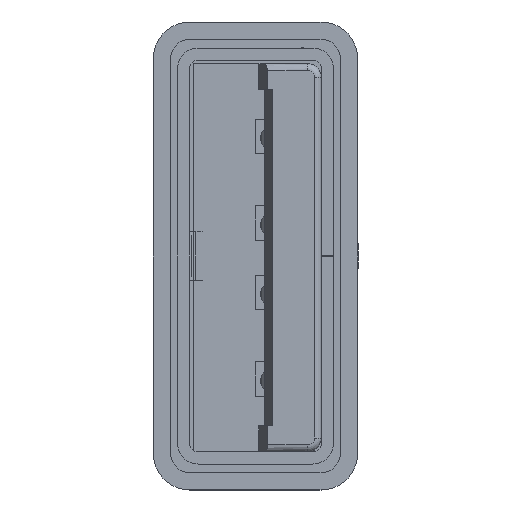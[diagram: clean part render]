
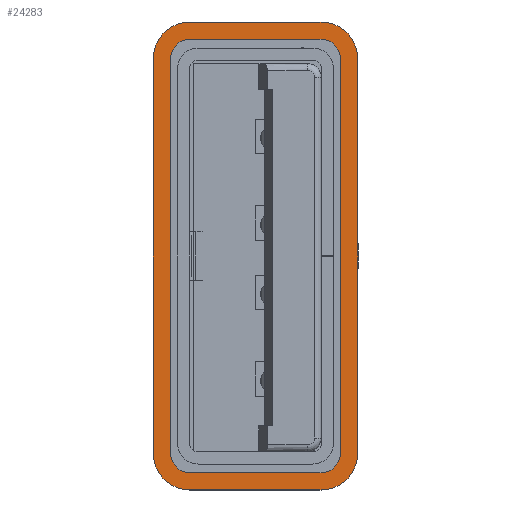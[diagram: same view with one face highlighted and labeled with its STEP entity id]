
A CAD part, left-side view. The second image highlights one B-rep face of the part: STEP entity #24283.
In plain terms, the highlighted face is planar.
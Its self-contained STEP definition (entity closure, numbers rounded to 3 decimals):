
#528 = VECTOR ( 'NONE', #46574, 1000. ) ;
#1626 = VERTEX_POINT ( 'NONE', #13590 ) ;
#1698 = EDGE_CURVE ( 'NONE', #19715, #45274, #42338, .T. ) ;
#2224 = AXIS2_PLACEMENT_3D ( 'NONE', #34731, #45500, #31136 ) ;
#2377 = VERTEX_POINT ( 'NONE', #18857 ) ;
#2453 = AXIS2_PLACEMENT_3D ( 'NONE', #44437, #25691, #44605 ) ;
#2909 = LINE ( 'NONE', #30655, #34423 ) ;
#3438 = DIRECTION ( 'NONE',  ( 1., 0., 0. ) ) ;
#3838 = EDGE_CURVE ( 'NONE', #44788, #2377, #44144, .T. ) ;
#4155 = DIRECTION ( 'NONE',  ( -1., 0., 0. ) ) ;
#4246 = CIRCLE ( 'NONE', #24373, 0.56 ) ;
#4340 = CARTESIAN_POINT ( 'NONE',  ( 6.25, -1.89, 0. ) ) ;
#4402 = EDGE_CURVE ( 'NONE', #2377, #11533, #21556, .T. ) ;
#4465 = VERTEX_POINT ( 'NONE', #7455 ) ;
#4576 = VECTOR ( 'NONE', #19327, 1000. ) ;
#4839 = CARTESIAN_POINT ( 'NONE',  ( -5.69, 2.95, 0. ) ) ;
#4994 = CARTESIAN_POINT ( 'NONE',  ( 6.75, -1.89, 0. ) ) ;
#5106 = AXIS2_PLACEMENT_3D ( 'NONE', #10551, #25088, #3438 ) ;
#5407 = ORIENTED_EDGE ( 'NONE', *, *, #45853, .T. ) ;
#6318 = VERTEX_POINT ( 'NONE', #11986 ) ;
#6454 = DIRECTION ( 'NONE',  ( 0., 0., 1. ) ) ;
#7316 = DIRECTION ( 'NONE',  ( 0., 0., 1. ) ) ;
#7455 = CARTESIAN_POINT ( 'NONE',  ( 5.69, 2.45, 0. ) ) ;
#7508 = LINE ( 'NONE', #30545, #17138 ) ;
#7509 = EDGE_CURVE ( 'NONE', #12337, #19715, #29028, .T. ) ;
#8329 = EDGE_CURVE ( 'NONE', #42862, #4465, #4246, .T. ) ;
#8742 = ORIENTED_EDGE ( 'NONE', *, *, #14435, .F. ) ;
#9120 = LINE ( 'NONE', #39242, #19849 ) ;
#9167 = AXIS2_PLACEMENT_3D ( 'NONE', #46301, #35506, #13622 ) ;
#9461 = CARTESIAN_POINT ( 'NONE',  ( -5.69, -2.95, 0. ) ) ;
#9672 = DIRECTION ( 'NONE',  ( 0., 0., 1. ) ) ;
#9984 = VERTEX_POINT ( 'NONE', #44421 ) ;
#10551 = CARTESIAN_POINT ( 'NONE',  ( 5.69, -1.89, 0. ) ) ;
#11533 = VERTEX_POINT ( 'NONE', #27072 ) ;
#11986 = CARTESIAN_POINT ( 'NONE',  ( 5.69, 2.95, 0. ) ) ;
#12106 = ORIENTED_EDGE ( 'NONE', *, *, #27770, .F. ) ;
#12337 = VERTEX_POINT ( 'NONE', #44875 ) ;
#12682 = CIRCLE ( 'NONE', #33860, 0.56 ) ;
#13590 = CARTESIAN_POINT ( 'NONE',  ( -6.75, 1.89, 0. ) ) ;
#13622 = DIRECTION ( 'NONE',  ( -1., 0., 0. ) ) ;
#13711 = EDGE_CURVE ( 'NONE', #16072, #12337, #23962, .T. ) ;
#13770 = EDGE_CURVE ( 'NONE', #42796, #9984, #12682, .T. ) ;
#14190 = ORIENTED_EDGE ( 'NONE', *, *, #14702, .T. ) ;
#14243 = VERTEX_POINT ( 'NONE', #37026 ) ;
#14355 = DIRECTION ( 'NONE',  ( 0., -1., 0. ) ) ;
#14435 = EDGE_CURVE ( 'NONE', #4465, #42796, #7508, .T. ) ;
#14702 = EDGE_CURVE ( 'NONE', #45274, #6318, #23869, .T. ) ;
#15287 = ORIENTED_EDGE ( 'NONE', *, *, #21214, .T. ) ;
#15540 = VERTEX_POINT ( 'NONE', #25089 ) ;
#15560 = EDGE_CURVE ( 'NONE', #9984, #44788, #9120, .T. ) ;
#15773 = ORIENTED_EDGE ( 'NONE', *, *, #4402, .F. ) ;
#16072 = VERTEX_POINT ( 'NONE', #9461 ) ;
#16219 = EDGE_CURVE ( 'NONE', #15540, #1626, #25586, .T. ) ;
#17036 = DIRECTION ( 'NONE',  ( 1., 0., 0. ) ) ;
#17138 = VECTOR ( 'NONE', #34130, 1000. ) ;
#18386 = ORIENTED_EDGE ( 'NONE', *, *, #3838, .F. ) ;
#18857 = CARTESIAN_POINT ( 'NONE',  ( -5.69, -2.45, 0. ) ) ;
#18926 = CARTESIAN_POINT ( 'NONE',  ( 6.75, 1.89, 0. ) ) ;
#19075 = FACE_BOUND ( 'NONE', #23638, .T. ) ;
#19268 = CARTESIAN_POINT ( 'NONE',  ( -6.25, -1.89, 0. ) ) ;
#19327 = DIRECTION ( 'NONE',  ( -1., 0., 0. ) ) ;
#19715 = VERTEX_POINT ( 'NONE', #4994 ) ;
#19849 = VECTOR ( 'NONE', #14355, 1000. ) ;
#19990 = ORIENTED_EDGE ( 'NONE', *, *, #1698, .T. ) ;
#20094 = ORIENTED_EDGE ( 'NONE', *, *, #16219, .T. ) ;
#21214 = EDGE_CURVE ( 'NONE', #1626, #14243, #31211, .T. ) ;
#21556 = LINE ( 'NONE', #35215, #30047 ) ;
#21766 = CARTESIAN_POINT ( 'NONE',  ( -6.75, 1.89, 0. ) ) ;
#22751 = AXIS2_PLACEMENT_3D ( 'NONE', #28056, #6454, #17036 ) ;
#23221 = DIRECTION ( 'NONE',  ( 1., 0., 0. ) ) ;
#23638 = EDGE_LOOP ( 'NONE', ( #15773, #18386, #30528, #46285, #8742, #46716, #12106, #42377 ) ) ;
#23869 = CIRCLE ( 'NONE', #9167, 1.06 ) ;
#23962 = LINE ( 'NONE', #44675, #37456 ) ;
#24283 = ADVANCED_FACE ( 'NONE', ( #19075, #27559 ), #42784, .F. ) ;
#24373 = AXIS2_PLACEMENT_3D ( 'NONE', #36450, #7316, #28611 ) ;
#25088 = DIRECTION ( 'NONE',  ( 0., 0., 1. ) ) ;
#25089 = CARTESIAN_POINT ( 'NONE',  ( -5.69, 2.95, 0. ) ) ;
#25586 = CIRCLE ( 'NONE', #22751, 1.06 ) ;
#25691 = DIRECTION ( 'NONE',  ( 0., 0., 1. ) ) ;
#27072 = CARTESIAN_POINT ( 'NONE',  ( 5.69, -2.45, 0. ) ) ;
#27559 = FACE_OUTER_BOUND ( 'NONE', #35857, .T. ) ;
#27562 = CARTESIAN_POINT ( 'NONE',  ( 6.25, 1.89, 0. ) ) ;
#27770 = EDGE_CURVE ( 'NONE', #34821, #42862, #2909, .T. ) ;
#28056 = CARTESIAN_POINT ( 'NONE',  ( -5.69, 1.89, 0. ) ) ;
#28611 = DIRECTION ( 'NONE',  ( -1., 0., 0. ) ) ;
#29028 = CIRCLE ( 'NONE', #2224, 1.06 ) ;
#29303 = AXIS2_PLACEMENT_3D ( 'NONE', #35369, #39008, #36136 ) ;
#30015 = DIRECTION ( 'NONE',  ( 1., 0., 0. ) ) ;
#30047 = VECTOR ( 'NONE', #38836, 1000. ) ;
#30528 = ORIENTED_EDGE ( 'NONE', *, *, #15560, .F. ) ;
#30545 = CARTESIAN_POINT ( 'NONE',  ( -5.69, 2.45, 0. ) ) ;
#30655 = CARTESIAN_POINT ( 'NONE',  ( 6.25, 1.89, 0. ) ) ;
#31136 = DIRECTION ( 'NONE',  ( 1., 0., 0. ) ) ;
#31211 = LINE ( 'NONE', #21766, #45342 ) ;
#32075 = DIRECTION ( 'NONE',  ( 0., 0., -1. ) ) ;
#32369 = AXIS2_PLACEMENT_3D ( 'NONE', #46467, #32075, #4155 ) ;
#32706 = EDGE_CURVE ( 'NONE', #14243, #16072, #46205, .T. ) ;
#33238 = DIRECTION ( 'NONE',  ( 0., -1., 0. ) ) ;
#33860 = AXIS2_PLACEMENT_3D ( 'NONE', #34721, #9672, #23221 ) ;
#34130 = DIRECTION ( 'NONE',  ( -1., 0., 0. ) ) ;
#34423 = VECTOR ( 'NONE', #41967, 1000. ) ;
#34721 = CARTESIAN_POINT ( 'NONE',  ( -5.69, 1.89, 0. ) ) ;
#34731 = CARTESIAN_POINT ( 'NONE',  ( 5.69, -1.89, 0. ) ) ;
#34821 = VERTEX_POINT ( 'NONE', #4340 ) ;
#35014 = CARTESIAN_POINT ( 'NONE',  ( 6.75, 1.89, 0. ) ) ;
#35202 = CIRCLE ( 'NONE', #5106, 0.56 ) ;
#35215 = CARTESIAN_POINT ( 'NONE',  ( -5.69, -2.45, 0. ) ) ;
#35369 = CARTESIAN_POINT ( 'NONE',  ( -5.69, -1.89, 0. ) ) ;
#35506 = DIRECTION ( 'NONE',  ( 0., 0., 1. ) ) ;
#35857 = EDGE_LOOP ( 'NONE', ( #14190, #5407, #20094, #15287, #40630, #37925, #37146, #19990 ) ) ;
#36136 = DIRECTION ( 'NONE',  ( 1., 0., 0. ) ) ;
#36450 = CARTESIAN_POINT ( 'NONE',  ( 5.69, 1.89, 0. ) ) ;
#37026 = CARTESIAN_POINT ( 'NONE',  ( -6.75, -1.89, 0. ) ) ;
#37146 = ORIENTED_EDGE ( 'NONE', *, *, #7509, .T. ) ;
#37456 = VECTOR ( 'NONE', #30015, 1000. ) ;
#37797 = CARTESIAN_POINT ( 'NONE',  ( -5.69, 2.45, 0. ) ) ;
#37820 = LINE ( 'NONE', #4839, #4576 ) ;
#37925 = ORIENTED_EDGE ( 'NONE', *, *, #13711, .T. ) ;
#38836 = DIRECTION ( 'NONE',  ( 1., 0., 0. ) ) ;
#39008 = DIRECTION ( 'NONE',  ( 0., 0., 1. ) ) ;
#39242 = CARTESIAN_POINT ( 'NONE',  ( -6.25, 1.89, 0. ) ) ;
#40486 = EDGE_CURVE ( 'NONE', #11533, #34821, #35202, .T. ) ;
#40630 = ORIENTED_EDGE ( 'NONE', *, *, #32706, .T. ) ;
#41967 = DIRECTION ( 'NONE',  ( 0., 1., 0. ) ) ;
#42338 = LINE ( 'NONE', #35014, #528 ) ;
#42377 = ORIENTED_EDGE ( 'NONE', *, *, #40486, .F. ) ;
#42784 = PLANE ( 'NONE',  #32369 ) ;
#42796 = VERTEX_POINT ( 'NONE', #37797 ) ;
#42862 = VERTEX_POINT ( 'NONE', #27562 ) ;
#44144 = CIRCLE ( 'NONE', #29303, 0.56 ) ;
#44421 = CARTESIAN_POINT ( 'NONE',  ( -6.25, 1.89, 0. ) ) ;
#44437 = CARTESIAN_POINT ( 'NONE',  ( -5.69, -1.89, 0. ) ) ;
#44605 = DIRECTION ( 'NONE',  ( 1., 0., 0. ) ) ;
#44675 = CARTESIAN_POINT ( 'NONE',  ( -5.69, -2.95, 0. ) ) ;
#44788 = VERTEX_POINT ( 'NONE', #19268 ) ;
#44875 = CARTESIAN_POINT ( 'NONE',  ( 5.69, -2.95, 0. ) ) ;
#45274 = VERTEX_POINT ( 'NONE', #18926 ) ;
#45342 = VECTOR ( 'NONE', #33238, 1000. ) ;
#45500 = DIRECTION ( 'NONE',  ( 0., 0., 1. ) ) ;
#45853 = EDGE_CURVE ( 'NONE', #6318, #15540, #37820, .T. ) ;
#46205 = CIRCLE ( 'NONE', #2453, 1.06 ) ;
#46285 = ORIENTED_EDGE ( 'NONE', *, *, #13770, .F. ) ;
#46301 = CARTESIAN_POINT ( 'NONE',  ( 5.69, 1.89, 0. ) ) ;
#46467 = CARTESIAN_POINT ( 'NONE',  ( 5.69, 1.89, 0. ) ) ;
#46574 = DIRECTION ( 'NONE',  ( 0., 1., 0. ) ) ;
#46716 = ORIENTED_EDGE ( 'NONE', *, *, #8329, .F. ) ;
